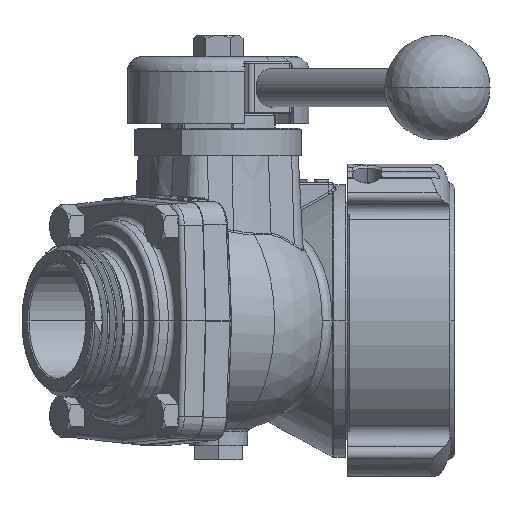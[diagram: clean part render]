
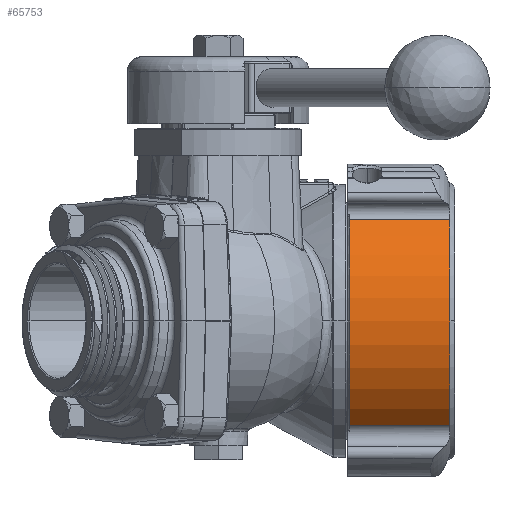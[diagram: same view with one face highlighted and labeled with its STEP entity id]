
A CAD part, left-side view. The second image highlights one B-rep face of the part: STEP entity #65753.
In plain terms, the highlighted cylindrical face has radius 46.038 mm (diameter 92.075 mm), a partial arc.
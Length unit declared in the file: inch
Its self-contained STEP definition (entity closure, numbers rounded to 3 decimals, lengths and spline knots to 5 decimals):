
#62184=CARTESIAN_POINT('',(0.,-0.651,0.));
#62185=DIRECTION('',(0.,-1.,0.));
#62186=DIRECTION('',(-1.,0.,0.));
#62187=AXIS2_PLACEMENT_3D('',#62184,#62185,#62186);
#62197=CARTESIAN_POINT('',(0.,-0.651,0.));
#62198=DIRECTION('',(0.,-1.,0.));
#62199=DIRECTION('',(-0.683,0.,0.731));
#62200=AXIS2_PLACEMENT_3D('',#62197,#62198,#62199);
#62217=DIRECTION('',(0.,-1.,0.));
#62218=VECTOR('',#62217,1.3065);
#62219=CARTESIAN_POINT('',(-1.18882,0.6555,-1.36816));
#62220=LINE('',#62219,#62218);
#62221=DIRECTION('',(0.,-1.,0.));
#62222=VECTOR('',#62221,1.3065);
#62223=CARTESIAN_POINT('',(-1.23729,0.6555,1.32449));
#62224=LINE('',#62223,#62222);
#62254=CARTESIAN_POINT('',(-1.18882,-0.651,
-1.36816));
#62624=CARTESIAN_POINT('',(0.,0.6555,0.));
#62625=DIRECTION('',(0.,-1.,0.));
#62626=DIRECTION('',(-0.683,0.,0.731));
#62627=AXIS2_PLACEMENT_3D('',#62624,#62625,#62626);
#62629=CARTESIAN_POINT('',(0.,0.6555,0.));
#62630=DIRECTION('',(0.,-1.,0.));
#62631=DIRECTION('',(-1.,0.,0.));
#62632=AXIS2_PLACEMENT_3D('',#62629,#62630,#62631);
#62649=CARTESIAN_POINT('',(-1.23729,-0.651,1.32449));
#64301=CARTESIAN_POINT('',(-1.8125,0.6555,0.));
#64303=VERTEX_POINT('',#64301);
#64309=CARTESIAN_POINT('',(-1.18882,0.6555,-1.36816));
#64311=VERTEX_POINT('',#64309);
#64315=CARTESIAN_POINT('',(-1.23729,0.6555,1.32449));
#64317=VERTEX_POINT('',#64315);
#64358=CARTESIAN_POINT('',(-1.8125,-0.651,0.));
#64360=VERTEX_POINT('',#64358);
#64370=VERTEX_POINT('',#62254);
#64388=VERTEX_POINT('',#62649);
#65736=CARTESIAN_POINT('',(0.,0.6865,0.));
#65737=DIRECTION('',(0.,-1.,0.));
#65738=DIRECTION('',(1.,0.,0.));
#65739=AXIS2_PLACEMENT_3D('',#65736,#65737,#65738);
#65740=CYLINDRICAL_SURFACE('',#65739,1.8125);
#65742=ORIENTED_EDGE('',*,*,#65741,.F.);
#65744=ORIENTED_EDGE('',*,*,#65743,.F.);
#65746=ORIENTED_EDGE('',*,*,#65745,.F.);
#65748=ORIENTED_EDGE('',*,*,#65747,.T.);
#65749=ORIENTED_EDGE('',*,*,#65725,.T.);
#65750=ORIENTED_EDGE('',*,*,#65709,.T.);
#65751=EDGE_LOOP('',(#65742,#65744,#65746,#65748,#65749,#65750));
#65752=FACE_OUTER_BOUND('',#65751,.F.);
#62188=CIRCLE('',#62187,1.8125);
#62201=CIRCLE('',#62200,1.8125);
#62628=CIRCLE('',#62627,1.8125);
#62633=CIRCLE('',#62632,1.8125);
#65709=EDGE_CURVE('',#64360,#64370,#62188,.T.);
#65725=EDGE_CURVE('',#64388,#64360,#62201,.T.);
#65741=EDGE_CURVE('',#64311,#64370,#62220,.T.);
#65743=EDGE_CURVE('',#64303,#64311,#62633,.T.);
#65745=EDGE_CURVE('',#64317,#64303,#62628,.T.);
#65747=EDGE_CURVE('',#64317,#64388,#62224,.T.);
#65753=ADVANCED_FACE('',(#65752),#65740,.T.);
